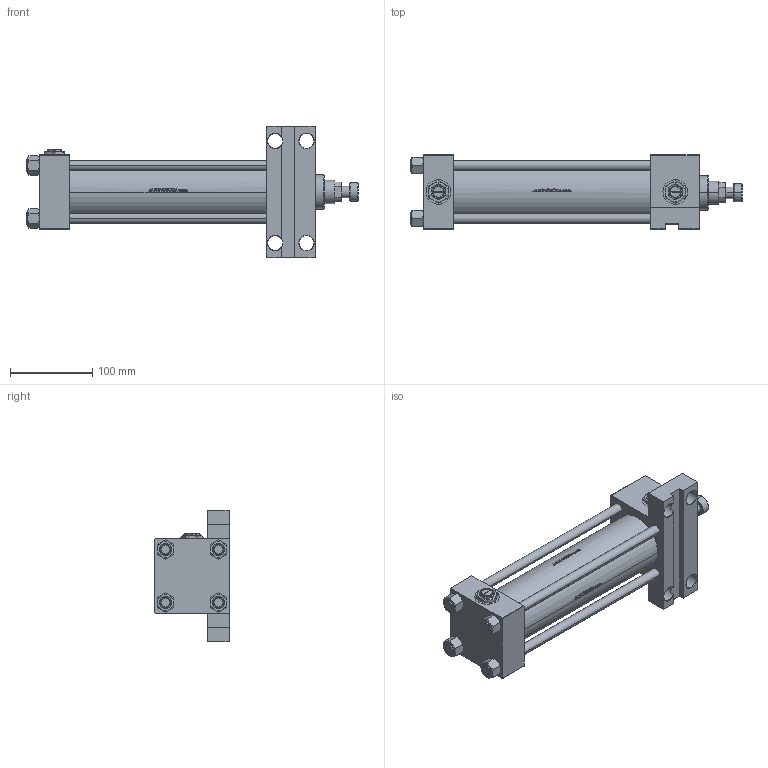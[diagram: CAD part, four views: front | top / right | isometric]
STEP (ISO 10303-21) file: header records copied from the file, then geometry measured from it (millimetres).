
FILE_DESCRIPTION (( 'STEP AP203' ), '1' );
FILE_NAME ('ea1f.STEP', '2023-01-17T18:13:06', ( '' ), ( '' ), 'SwSTEP 2.0', 'SolidWorks 2019', '' );
FILE_SCHEMA (( 'CONFIG_CONTROL_DESIGN' ));
Length unit declared in the file: millimetre
Products named in the file (8): V215CR_F_TYCINKA 77794132a97ba5e8f0d770d68f3688d3; ea1f; V215CR_ROD_END_W 77794132a97ba5e8f0d770d68f3688d3; V215CR_F_Body 77794132a97ba5e8f0d770d68f3688d3; V215CR_VCP_F 77794132a97ba5e8f0d770d68f3688d3; V215_VC_A 77794132a97ba5e8f0d770d68f3688d3; Zatka_pro_OIL_PORT 77794132a97ba5e8f0d770d68f3688d3; NUT_M5_F 77794132a97ba5e8f0d770d68f3688d3
Assembly tree (14 placements, depth 2):
  ea1f
    V215CR_F_Body 77794132a97ba5e8f0d770d68f3688d3
    V215CR_VCP_F 77794132a97ba5e8f0d770d68f3688d3
    V215CR_F_TYCINKA 77794132a97ba5e8f0d770d68f3688d3  x4
    NUT_M5_F 77794132a97ba5e8f0d770d68f3688d3  x4
    V215_VC_A 77794132a97ba5e8f0d770d68f3688d3
    V215CR_ROD_END_W 77794132a97ba5e8f0d770d68f3688d3
    Zatka_pro_OIL_PORT 77794132a97ba5e8f0d770d68f3688d3  x2
Bounding box: 403 x 90 x 160 mm (x, y, z)
Volume: 1321659.4 mm3; surface area: 318908.9 mm2
Topology: 14 solids, 14 shells, 1225 faces, 3011 edges, 1937 vertices
Faces by surface type: plane 493, bspline 380, cone 196, cylinder 144, torus 12
Entity records: 50395 total; most frequent: CARTESIAN_POINT 26656, ORIENTED_EDGE 5322, DIRECTION 3478, EDGE_CURVE 2661, VERTEX_POINT 1735, LINE 1342, VECTOR 1342, EDGE_LOOP 1208
